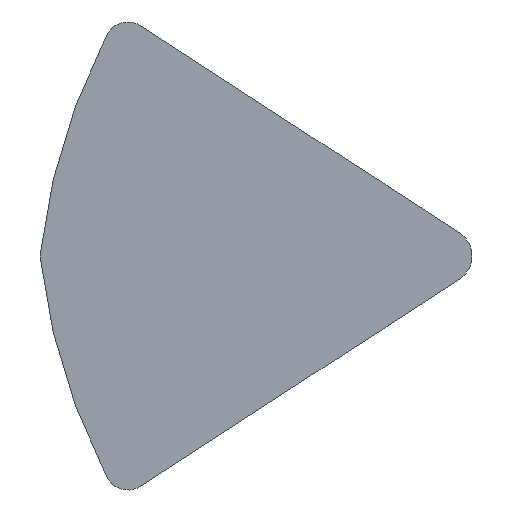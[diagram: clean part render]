
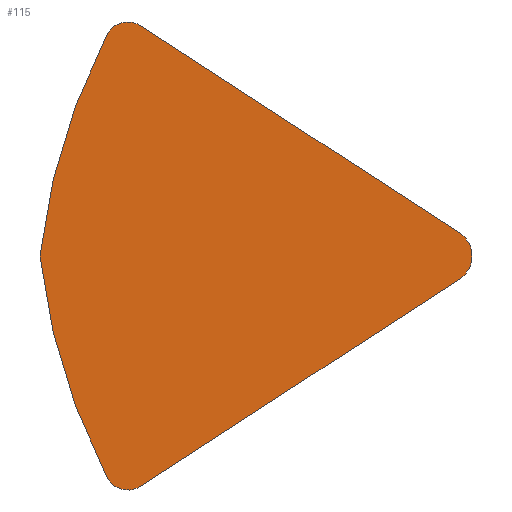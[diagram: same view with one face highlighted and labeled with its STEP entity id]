
A CAD part, front view. The second image highlights one B-rep face of the part: STEP entity #115.
In plain terms, the highlighted planar face has unit normal (0, -1, 0).
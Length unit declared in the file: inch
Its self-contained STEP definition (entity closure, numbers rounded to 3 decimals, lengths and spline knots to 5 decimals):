
#3 = ORIENTED_EDGE ( 'NONE', *, *, #4, .F. ) ;
#4 = EDGE_CURVE ( 'NONE', #85, #226, #71, .T. ) ;
#5 = DIRECTION ( 'NONE',  ( 1., 0., 0. ) ) ;
#7 = DIRECTION ( 'NONE',  ( 0., -1., 0. ) ) ;
#10 = ORIENTED_EDGE ( 'NONE', *, *, #153, .T. ) ;
#14 = CARTESIAN_POINT ( 'NONE',  ( 4033.18861, -0.00053, 2076.01299 ) ) ;
#20 = DIRECTION ( 'NONE',  ( -0.839, 0., -0.545 ) ) ;
#22 = CIRCLE ( 'NONE', #204, 9.155 ) ;
#26 = VERTEX_POINT ( 'NONE', #159 ) ;
#29 = ORIENTED_EDGE ( 'NONE', *, *, #109, .T. ) ;
#30 = LINE ( 'NONE', #88, #178 ) ;
#31 = VERTEX_POINT ( 'NONE', #14 ) ;
#32 = VERTEX_POINT ( 'NONE', #228 ) ;
#34 = DIRECTION ( 'NONE',  ( 1., 0., 0. ) ) ;
#40 = LINE ( 'NONE', #156, #224 ) ;
#47 = DIRECTION ( 'NONE',  ( 1., 0., 0. ) ) ;
#49 = CARTESIAN_POINT ( 'NONE',  ( 4133.42574, -0.00215, 1999.99785 ) ) ;
#56 = ORIENTED_EDGE ( 'NONE', *, *, #150, .F. ) ;
#59 = EDGE_CURVE ( 'NONE', #226, #113, #135, .T. ) ;
#62 = DIRECTION ( 'NONE',  ( 1., 0., 0. ) ) ;
#63 = CARTESIAN_POINT ( 'NONE',  ( 4207.19884, -0.00334, 1977.12937 ) ) ;
#65 = VERTEX_POINT ( 'NONE', #103 ) ;
#71 = CIRCLE ( 'NONE', #73, 7.7 ) ;
#73 = AXIS2_PLACEMENT_3D ( 'NONE', #194, #119, #116 ) ;
#83 = CARTESIAN_POINT ( 'NONE',  ( 4133.42574, -0.00215, 2000.00215 ) ) ;
#85 = VERTEX_POINT ( 'NONE', #89 ) ;
#88 = CARTESIAN_POINT ( 'NONE',  ( 4138.41192, -0.00223, 2007.68018 ) ) ;
#89 = CARTESIAN_POINT ( 'NONE',  ( 4033.18861, -0.00053, 1923.98701 ) ) ;
#101 = DIRECTION ( 'NONE',  ( 1., 0., 0. ) ) ;
#103 = CARTESIAN_POINT ( 'NONE',  ( 4138.41192, -0.00223, 1992.31982 ) ) ;
#104 = ORIENTED_EDGE ( 'NONE', *, *, #193, .T. ) ;
#105 = CARTESIAN_POINT ( 'NONE',  ( 4000.01074, 0., 2000. ) ) ;
#106 = DIRECTION ( 'NONE',  ( 0., -1., 0. ) ) ;
#108 = DIRECTION ( 'NONE',  ( 0., 1., 0. ) ) ;
#109 = EDGE_CURVE ( 'NONE', #26, #113, #129, .T. ) ;
#111 = AXIS2_PLACEMENT_3D ( 'NONE', #63, #106, #34 ) ;
#113 = VERTEX_POINT ( 'NONE', #105 ) ;
#115 = ADVANCED_FACE ( 'NONE', ( #233 ), #177, .T. ) ;
#116 = DIRECTION ( 'NONE',  ( 1., 0., 0. ) ) ;
#119 = DIRECTION ( 'NONE',  ( 0., 1., 0. ) ) ;
#120 = DIRECTION ( 'NONE',  ( 1., 0., 0. ) ) ;
#124 = ORIENTED_EDGE ( 'NONE', *, *, #144, .T. ) ;
#129 = CIRCLE ( 'NONE', #111, 208.44657 ) ;
#135 = CIRCLE ( 'NONE', #220, 208.44657 ) ;
#142 = CARTESIAN_POINT ( 'NONE',  ( 4207.19884, -0.00334, 2022.87063 ) ) ;
#144 = EDGE_CURVE ( 'NONE', #180, #31, #30, .T. ) ;
#145 = AXIS2_PLACEMENT_3D ( 'NONE', #49, #108, #62 ) ;
#148 = EDGE_CURVE ( 'NONE', #32, #65, #217, .T. ) ;
#150 = EDGE_CURVE ( 'NONE', #65, #85, #40, .T. ) ;
#153 = EDGE_CURVE ( 'NONE', #32, #180, #22, .T. ) ;
#154 = DIRECTION ( 'NONE',  ( 0., 1., 0. ) ) ;
#155 = CARTESIAN_POINT ( 'NONE',  ( 4028.99489, -0.00047, 2069.55523 ) ) ;
#156 = CARTESIAN_POINT ( 'NONE',  ( 4138.41192, -0.00223, 1992.31982 ) ) ;
#159 = CARTESIAN_POINT ( 'NONE',  ( 4022.15956, -0.00036, 2073.10039 ) ) ;
#161 = DIRECTION ( 'NONE',  ( 0., -1., 0. ) ) ;
#162 = AXIS2_PLACEMENT_3D ( 'NONE', #230, #161, #120 ) ;
#164 = ORIENTED_EDGE ( 'NONE', *, *, #59, .F. ) ;
#165 = AXIS2_PLACEMENT_3D ( 'NONE', #155, #227, #101 ) ;
#177 = PLANE ( 'NONE',  #162 ) ;
#178 = VECTOR ( 'NONE', #209, 39.37008 ) ;
#180 = VERTEX_POINT ( 'NONE', #215 ) ;
#192 = CARTESIAN_POINT ( 'NONE',  ( 4022.15956, -0.00036, 1926.89961 ) ) ;
#193 = EDGE_CURVE ( 'NONE', #31, #26, #200, .T. ) ;
#194 = CARTESIAN_POINT ( 'NONE',  ( 4028.99489, -0.00047, 1930.44477 ) ) ;
#200 = CIRCLE ( 'NONE', #165, 7.7 ) ;
#204 = AXIS2_PLACEMENT_3D ( 'NONE', #83, #7, #5 ) ;
#209 = DIRECTION ( 'NONE',  ( -0.839, 0., 0.545 ) ) ;
#210 = ORIENTED_EDGE ( 'NONE', *, *, #148, .F. ) ;
#213 = EDGE_LOOP ( 'NONE', ( #104, #29, #164, #3, #56, #210, #10, #124 ) ) ;
#215 = CARTESIAN_POINT ( 'NONE',  ( 4138.41192, -0.00223, 2007.68018 ) ) ;
#217 = CIRCLE ( 'NONE', #145, 9.155 ) ;
#220 = AXIS2_PLACEMENT_3D ( 'NONE', #142, #154, #47 ) ;
#224 = VECTOR ( 'NONE', #20, 39.37008 ) ;
#226 = VERTEX_POINT ( 'NONE', #192 ) ;
#227 = DIRECTION ( 'NONE',  ( 0., -1., 0. ) ) ;
#228 = CARTESIAN_POINT ( 'NONE',  ( 4142.58074, -0.0023, 2000. ) ) ;
#230 = CARTESIAN_POINT ( 'NONE',  ( 4028.99489, -0.00047, 2069.55523 ) ) ;
#233 = FACE_OUTER_BOUND ( 'NONE', #213, .T. ) ;
